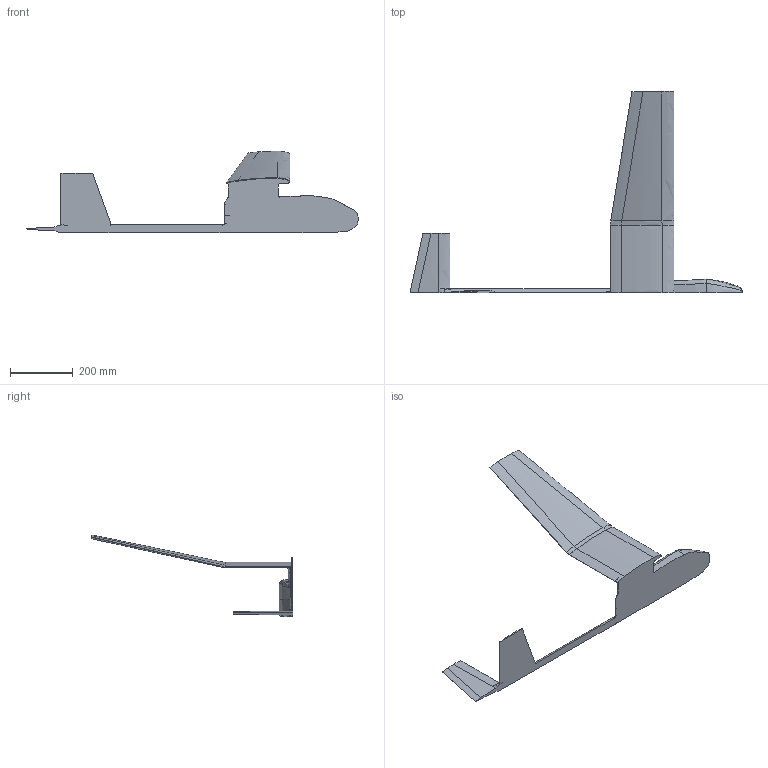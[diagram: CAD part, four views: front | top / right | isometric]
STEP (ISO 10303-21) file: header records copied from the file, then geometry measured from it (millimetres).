
FILE_DESCRIPTION(('CATIA V5 STEP Exchange'),'2;1');
FILE_NAME('FR_1F_0S_Merged.stp','2017-07-20T07:38:30+00:00',('none'),('none'),'CATIA Version 5 Release 21 GA (IN-10)','CATIA V5 STEP AP203','none');
FILE_SCHEMA(('CONFIG_CONTROL_DESIGN'));
Length unit declared in the file: millimetre
Products named in the file (1): FR_1F_0S_Merged
Bounding box: 1058.86 x 642.6 x 261.1 mm (x, y, z)
Volume: 2900100.2 mm3; surface area: 487019.7 mm2
Topology: 1 solids, 1 shells, 86 faces, 266 edges, 182 vertices
Faces by surface type: bspline 58, plane 16, extrusion 6, cylinder 6
Entity records: 26135 total; most frequent: CARTESIAN_POINT 24357, ORIENTED_EDGE 532, EDGE_CURVE 266, B_SPLINE_CURVE_WITH_KNOTS 222, VERTEX_POINT 182, ADVANCED_FACE 86, EDGE_LOOP 86, FACE_OUTER_BOUND 86
